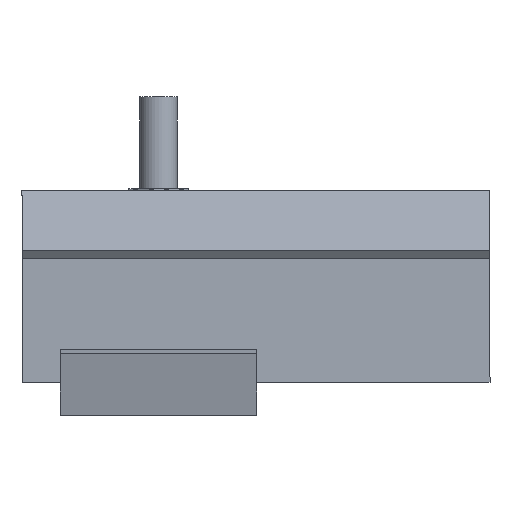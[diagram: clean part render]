
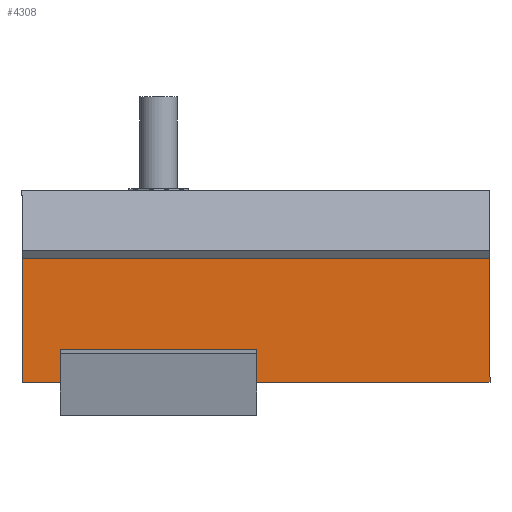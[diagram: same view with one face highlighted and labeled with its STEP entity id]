
A CAD part, left-side view. The second image highlights one B-rep face of the part: STEP entity #4308.
In plain terms, the highlighted face is planar.
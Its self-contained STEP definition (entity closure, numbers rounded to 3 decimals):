
#46 = LINE ( 'NONE', #1666, #1888 ) ;
#50 = CARTESIAN_POINT ( 'NONE',  ( 0., -36., 0. ) ) ;
#79 = CARTESIAN_POINT ( 'NONE',  ( 0., 0., 100. ) ) ;
#474 = ORIENTED_EDGE ( 'NONE', *, *, #2998, .T. ) ;
#550 = CARTESIAN_POINT ( 'NONE',  ( 0., -34.5, 100. ) ) ;
#649 = CARTESIAN_POINT ( 'NONE',  ( 0., 0., 0. ) ) ;
#799 = EDGE_LOOP ( 'NONE', ( #1590, #4853, #474, #5164, #2452, #3730 ) ) ;
#883 = VECTOR ( 'NONE', #2398, 1000. ) ;
#978 = PLANE ( 'NONE',  #3435 ) ;
#1407 = CARTESIAN_POINT ( 'NONE',  ( 0., 0., 0. ) ) ;
#1488 = LINE ( 'NONE', #3893, #4209 ) ;
#1590 = ORIENTED_EDGE ( 'NONE', *, *, #1927, .F. ) ;
#1666 = CARTESIAN_POINT ( 'NONE',  ( 0., -36., 100. ) ) ;
#1694 = DIRECTION ( 'NONE',  ( 1., 0., 0. ) ) ;
#1773 = VECTOR ( 'NONE', #2346, 1000. ) ;
#1774 = FACE_OUTER_BOUND ( 'NONE', #799, .T. ) ;
#1789 = VERTEX_POINT ( 'NONE', #550 ) ;
#1863 = DIRECTION ( 'NONE',  ( 0., -1., 0. ) ) ;
#1888 = VECTOR ( 'NONE', #4147, 1000. ) ;
#1927 = EDGE_CURVE ( 'NONE', #4316, #5143, #4306, .T. ) ;
#2066 = CARTESIAN_POINT ( 'NONE',  ( 0., -34.5, 0. ) ) ;
#2192 = DIRECTION ( 'NONE',  ( 0., 1., 0. ) ) ;
#2260 = DIRECTION ( 'NONE',  ( 0., -1., 0. ) ) ;
#2261 = EDGE_CURVE ( 'NONE', #3833, #4316, #3999, .T. ) ;
#2273 = LINE ( 'NONE', #1407, #2733 ) ;
#2346 = DIRECTION ( 'NONE',  ( 0., 0., -1. ) ) ;
#2368 = LINE ( 'NONE', #4032, #883 ) ;
#2398 = DIRECTION ( 'NONE',  ( 0., -1., 0. ) ) ;
#2452 = ORIENTED_EDGE ( 'NONE', *, *, #4273, .F. ) ;
#2644 = VERTEX_POINT ( 'NONE', #50 ) ;
#2717 = CARTESIAN_POINT ( 'NONE',  ( 0., -36., 100. ) ) ;
#2733 = VECTOR ( 'NONE', #3046, 1000. ) ;
#2998 = EDGE_CURVE ( 'NONE', #3833, #1789, #2368, .T. ) ;
#3046 = DIRECTION ( 'NONE',  ( 0., -1., 0. ) ) ;
#3424 = CARTESIAN_POINT ( 'NONE',  ( 0., 0., 0. ) ) ;
#3435 = AXIS2_PLACEMENT_3D ( 'NONE', #79, #1694, #2192 ) ;
#3576 = CARTESIAN_POINT ( 'NONE',  ( 0., 0., 100. ) ) ;
#3730 = ORIENTED_EDGE ( 'NONE', *, *, #3800, .F. ) ;
#3800 = EDGE_CURVE ( 'NONE', #5143, #2644, #2273, .T. ) ;
#3833 = VERTEX_POINT ( 'NONE', #5100 ) ;
#3893 = CARTESIAN_POINT ( 'NONE',  ( 0., -36., 100. ) ) ;
#3999 = LINE ( 'NONE', #3576, #1773 ) ;
#4032 = CARTESIAN_POINT ( 'NONE',  ( 0., 0., 100. ) ) ;
#4051 = VERTEX_POINT ( 'NONE', #2717 ) ;
#4147 = DIRECTION ( 'NONE',  ( 0., 0., 1. ) ) ;
#4209 = VECTOR ( 'NONE', #1863, 1000. ) ;
#4273 = EDGE_CURVE ( 'NONE', #2644, #4051, #46, .T. ) ;
#4306 = LINE ( 'NONE', #649, #4831 ) ;
#4308 = ADVANCED_FACE ( 'NONE', ( #1774 ), #978, .T. ) ;
#4316 = VERTEX_POINT ( 'NONE', #3424 ) ;
#4831 = VECTOR ( 'NONE', #2260, 1000. ) ;
#4853 = ORIENTED_EDGE ( 'NONE', *, *, #2261, .F. ) ;
#4948 = EDGE_CURVE ( 'NONE', #1789, #4051, #1488, .T. ) ;
#5100 = CARTESIAN_POINT ( 'NONE',  ( 0., 0., 100. ) ) ;
#5143 = VERTEX_POINT ( 'NONE', #2066 ) ;
#5164 = ORIENTED_EDGE ( 'NONE', *, *, #4948, .T. ) ;
